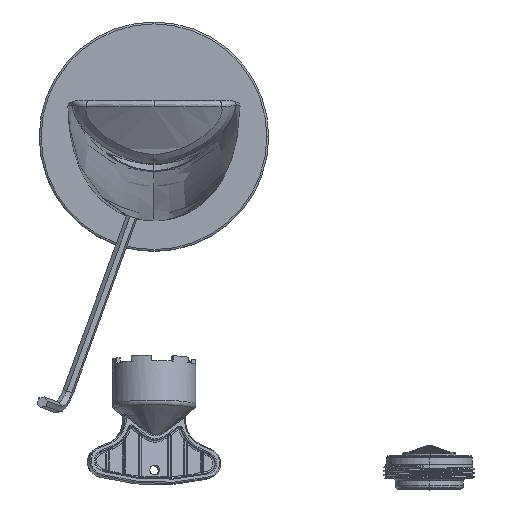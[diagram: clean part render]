
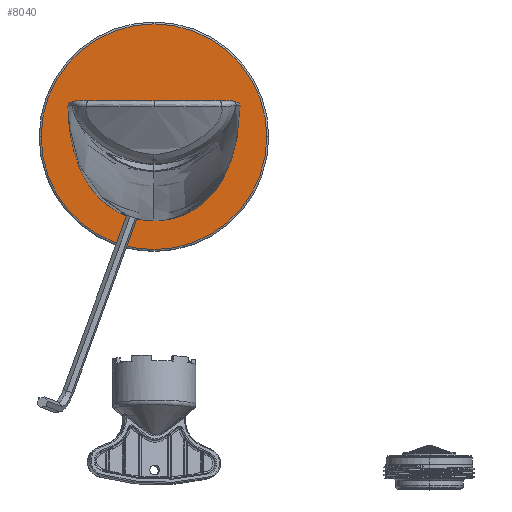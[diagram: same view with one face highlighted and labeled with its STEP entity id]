
A CAD part, top view. The second image highlights one B-rep face of the part: STEP entity #8040.
In plain terms, the highlighted planar face has unit normal (0, 0, 1).
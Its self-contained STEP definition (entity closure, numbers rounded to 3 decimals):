
#7758=CARTESIAN_POINT('',(0.,0.,3.));
#7759=DIRECTION('',(0.,0.,1.));
#7760=DIRECTION('',(-1.,0.,0.));
#7761=AXIS2_PLACEMENT_3D('',#7758,#7759,#7760);
#7763=CARTESIAN_POINT('',(0.,0.,3.));
#7764=DIRECTION('',(0.,0.,1.));
#7765=DIRECTION('',(1.,0.,0.));
#7766=AXIS2_PLACEMENT_3D('',#7763,#7764,#7765);
#7768=CARTESIAN_POINT('',(0.,5.,3.));
#7769=DIRECTION('',(0.,0.,-1.));
#7770=DIRECTION('',(-1.,0.,0.));
#7771=AXIS2_PLACEMENT_3D('',#7768,#7769,#7770);
#7773=CARTESIAN_POINT('',(0.,5.,3.));
#7774=DIRECTION('',(0.,0.,-1.));
#7775=DIRECTION('',(1.,0.,0.));
#7776=AXIS2_PLACEMENT_3D('',#7773,#7774,#7775);
#7778=CARTESIAN_POINT('',(-15.75,5.,3.));
#7779=DIRECTION('',(0.,0.,-1.));
#7780=DIRECTION('',(-1.,0.,0.));
#7781=AXIS2_PLACEMENT_3D('',#7778,#7779,#7780);
#7783=CARTESIAN_POINT('',(-15.75,5.,3.));
#7784=DIRECTION('',(0.,0.,-1.));
#7785=DIRECTION('',(1.,0.,0.));
#7786=AXIS2_PLACEMENT_3D('',#7783,#7784,#7785);
#7788=CARTESIAN_POINT('',(15.75,5.,3.));
#7789=DIRECTION('',(0.,0.,-1.));
#7790=DIRECTION('',(-1.,0.,0.));
#7791=AXIS2_PLACEMENT_3D('',#7788,#7789,#7790);
#7793=CARTESIAN_POINT('',(15.75,5.,3.));
#7794=DIRECTION('',(0.,0.,-1.));
#7795=DIRECTION('',(1.,0.,0.));
#7796=AXIS2_PLACEMENT_3D('',#7793,#7794,#7795);
#7900=CARTESIAN_POINT('',(-17.5,5.,3.));
#7901=CARTESIAN_POINT('',(-14.,5.,3.));
#7902=VERTEX_POINT('',#7900);
#7903=VERTEX_POINT('',#7901);
#7904=CARTESIAN_POINT('',(14.,5.,3.));
#7905=CARTESIAN_POINT('',(17.5,5.,3.));
#7906=VERTEX_POINT('',#7904);
#7907=VERTEX_POINT('',#7905);
#7912=CARTESIAN_POINT('',(-29.5,0.,3.));
#7913=CARTESIAN_POINT('',(29.5,0.,3.));
#7914=VERTEX_POINT('',#7912);
#7915=VERTEX_POINT('',#7913);
#7920=CARTESIAN_POINT('',(-11.,5.,3.));
#7921=CARTESIAN_POINT('',(11.,5.,3.));
#7922=VERTEX_POINT('',#7920);
#7923=VERTEX_POINT('',#7921);
#8012=CARTESIAN_POINT('',(0.,0.,3.));
#8013=DIRECTION('',(0.,0.,1.));
#8014=DIRECTION('',(1.,0.,0.));
#8015=AXIS2_PLACEMENT_3D('',#8012,#8013,#8014);
#8016=PLANE('',#8015);
#8018=ORIENTED_EDGE('',*,*,#8017,.F.);
#8019=ORIENTED_EDGE('',*,*,#8002,.F.);
#8020=EDGE_LOOP('',(#8018,#8019));
#8021=FACE_OUTER_BOUND('',#8020,.F.);
#8023=ORIENTED_EDGE('',*,*,#8022,.F.);
#8025=ORIENTED_EDGE('',*,*,#8024,.F.);
#8026=EDGE_LOOP('',(#8023,#8025));
#8027=FACE_BOUND('',#8026,.F.);
#8029=ORIENTED_EDGE('',*,*,#8028,.F.);
#8031=ORIENTED_EDGE('',*,*,#8030,.F.);
#8032=EDGE_LOOP('',(#8029,#8031));
#8033=FACE_BOUND('',#8032,.F.);
#8035=ORIENTED_EDGE('',*,*,#8034,.F.);
#8037=ORIENTED_EDGE('',*,*,#8036,.F.);
#8038=EDGE_LOOP('',(#8035,#8037));
#8039=FACE_BOUND('',#8038,.F.);
#8040=ADVANCED_FACE('',(#8021,#8027,#8033,#8039),#8016,.T.);
#7762=CIRCLE('',#7761,29.5);
#7767=CIRCLE('',#7766,29.5);
#7772=CIRCLE('',#7771,11.);
#7777=CIRCLE('',#7776,11.);
#7782=CIRCLE('',#7781,1.75);
#7787=CIRCLE('',#7786,1.75);
#7792=CIRCLE('',#7791,1.75);
#7797=CIRCLE('',#7796,1.75);
#8002=EDGE_CURVE('',#7915,#7914,#7767,.T.);
#8017=EDGE_CURVE('',#7914,#7915,#7762,.T.);
#8022=EDGE_CURVE('',#7922,#7923,#7772,.T.);
#8024=EDGE_CURVE('',#7923,#7922,#7777,.T.);
#8028=EDGE_CURVE('',#7902,#7903,#7782,.T.);
#8030=EDGE_CURVE('',#7903,#7902,#7787,.T.);
#8034=EDGE_CURVE('',#7906,#7907,#7792,.T.);
#8036=EDGE_CURVE('',#7907,#7906,#7797,.T.);
